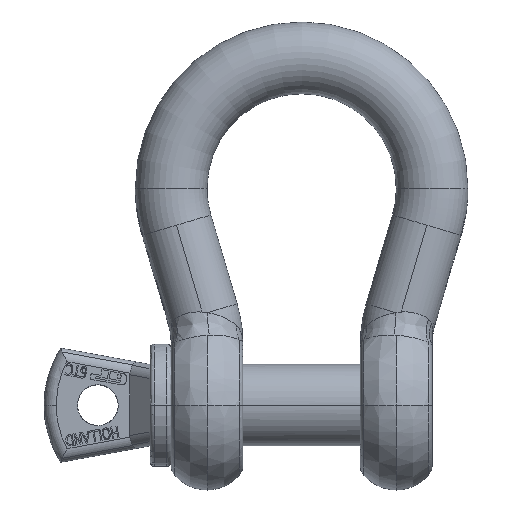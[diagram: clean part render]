
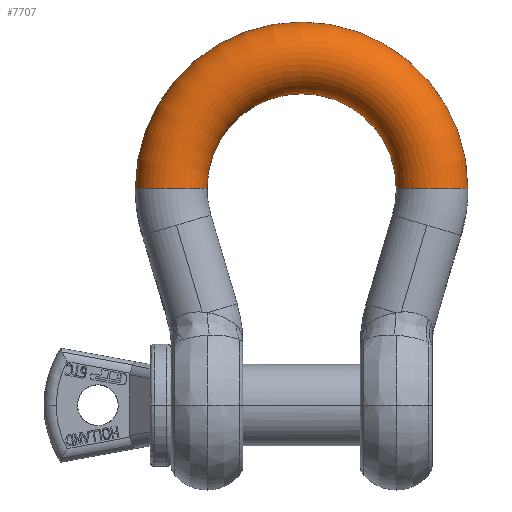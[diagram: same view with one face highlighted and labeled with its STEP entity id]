
A CAD part, top view. The second image highlights one B-rep face of the part: STEP entity #7707.
In plain terms, the highlighted toroidal (fillet/blend) face has major radius 40 mm and minor radius 11 mm.
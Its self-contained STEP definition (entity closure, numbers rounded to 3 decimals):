
#4010=AXIS2_PLACEMENT_3D('Circle Axis2P3D',#4008,#4009,$) ;
#7680=AXIS2_PLACEMENT_3D('Torus Axis2P3D',#7677,#7678,#7679) ;
#7684=AXIS2_PLACEMENT_3D('Circle Axis2P3D',#7682,#7683,$) ;
#7691=AXIS2_PLACEMENT_3D('Circle Axis2P3D',#7689,#7690,$) ;
#7698=AXIS2_PLACEMENT_3D('Circle Axis2P3D',#7696,#7697,$) ;
#4005=CARTESIAN_POINT('Vertex',(51.,66.5,0.)) ;
#4008=CARTESIAN_POINT('Axis2P3D Location',(40.,66.5,0.)) ;
#4012=CARTESIAN_POINT('Vertex',(29.,66.5,0.)) ;
#7677=CARTESIAN_POINT('Axis2P3D Location',(0.,66.5,0.)) ;
#7682=CARTESIAN_POINT('Axis2P3D Location',(0.,66.5,0.)) ;
#7686=CARTESIAN_POINT('Vertex',(-29.,66.5,0.)) ;
#7689=CARTESIAN_POINT('Axis2P3D Location',(0.,66.5,0.)) ;
#7693=CARTESIAN_POINT('Vertex',(-51.,66.5,0.)) ;
#7696=CARTESIAN_POINT('Axis2P3D Location',(-40.,66.5,0.)) ;
#4009=DIRECTION('Axis2P3D Direction',(0.,1.,0.)) ;
#7678=DIRECTION('Axis2P3D Direction',(0.,0.,-1.)) ;
#7679=DIRECTION('Axis2P3D XDirection',(-1.,0.,0.)) ;
#7683=DIRECTION('Axis2P3D Direction',(0.,0.,-1.)) ;
#7690=DIRECTION('Axis2P3D Direction',(0.,0.,-1.)) ;
#7697=DIRECTION('Axis2P3D Direction',(0.,-1.,0.)) ;
#7702=ORIENTED_EDGE('',*,*,#7688,.F.) ;
#7703=ORIENTED_EDGE('',*,*,#4014,.T.) ;
#7704=ORIENTED_EDGE('',*,*,#7695,.F.) ;
#7705=ORIENTED_EDGE('',*,*,#7700,.T.) ;
#7707=ADVANCED_FACE('',(#7706),#7681,.T.) ;
#4011=CIRCLE('generated circle',#4010,11.) ;
#7685=CIRCLE('generated circle',#7684,29.) ;
#7692=CIRCLE('generated circle',#7691,51.) ;
#7699=CIRCLE('generated circle',#7698,11.) ;
#7681=TOROIDAL_SURFACE('homeo Torus',#7680,40.,11.) ;
#4014=EDGE_CURVE('',#4013,#4006,#4011,.T.) ;
#7688=EDGE_CURVE('',#4013,#7687,#7685,.F.) ;
#7695=EDGE_CURVE('',#7694,#4006,#7692,.T.) ;
#7700=EDGE_CURVE('',#7694,#7687,#7699,.F.) ;
#7701=EDGE_LOOP('',(#7702,#7703,#7704,#7705)) ;
#7706=FACE_OUTER_BOUND('',#7701,.T.) ;
#4006=VERTEX_POINT('',#4005) ;
#4013=VERTEX_POINT('',#4012) ;
#7687=VERTEX_POINT('',#7686) ;
#7694=VERTEX_POINT('',#7693) ;
